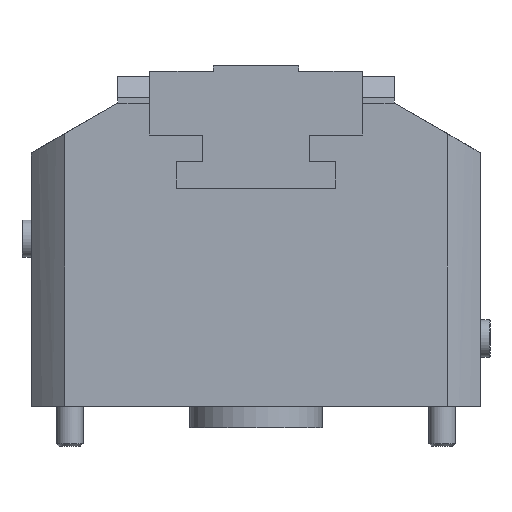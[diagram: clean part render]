
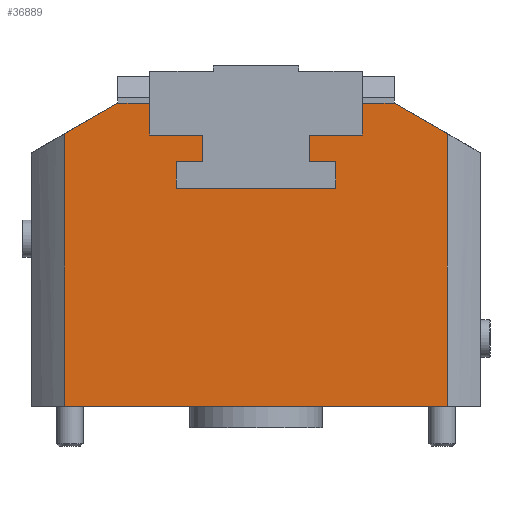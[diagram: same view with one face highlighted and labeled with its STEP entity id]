
A CAD part, front view. The second image highlights one B-rep face of the part: STEP entity #36889.
In plain terms, the highlighted planar face has unit normal (0, -1, 0).
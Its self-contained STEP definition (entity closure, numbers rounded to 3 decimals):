
#26950=CARTESIAN_POINT('',(71.977,-84.5,-63.0));
#26951=VERTEX_POINT('',#26950);
#26961=CARTESIAN_POINT('',(-71.977,-84.5,-63.0));
#26962=VERTEX_POINT('',#26961);
#26963=CARTESIAN_POINT('',(-71.977,-84.5,-63.0));
#26964=DIRECTION('',(1.0,0.0,0.0));
#26965=VECTOR('',#26964,143.955);
#26966=LINE('',#26963,#26965);
#26967=EDGE_CURVE('',#26962,#26951,#26966,.T.);
#36695=CARTESIAN_POINT('',(-71.977,-84.5,39.466));
#36696=VERTEX_POINT('',#36695);
#36697=CARTESIAN_POINT('',(-71.977,-84.5,-63.0));
#36698=DIRECTION('',(0.0,0.0,1.0));
#36699=VECTOR('',#36698,102.466);
#36700=LINE('',#36697,#36699);
#36701=EDGE_CURVE('',#26962,#36696,#36700,.T.);
#36722=CARTESIAN_POINT('',(71.977,-84.5,51.));
#36723=DIRECTION('',(0.0,1.0,0.0));
#36724=DIRECTION('',(0.0,0.0,1.0));
#36725=AXIS2_PLACEMENT_3D('',#36722,#36723,#36724);
#36726=PLANE('',#36725);
#36727=CARTESIAN_POINT('',(71.977,-84.5,39.466));
#36728=VERTEX_POINT('',#36727);
#36729=CARTESIAN_POINT('',(71.977,-84.5,39.466));
#36730=DIRECTION('',(0.0,0.0,-1.0));
#36731=VECTOR('',#36730,102.466);
#36732=LINE('',#36729,#36731);
#36733=EDGE_CURVE('',#36728,#26951,#36732,.T.);
#36734=ORIENTED_EDGE('',*,*,#36733,.F.);
#36735=CARTESIAN_POINT('',(52.,-84.5,51.));
#36736=VERTEX_POINT('',#36735);
#36737=CARTESIAN_POINT('',(71.977,-84.5,39.466));
#36738=DIRECTION('',(-0.866,0.0,0.5));
#36739=VECTOR('',#36738,23.068);
#36740=LINE('',#36737,#36739);
#36741=EDGE_CURVE('',#36728,#36736,#36740,.T.);
#36742=ORIENTED_EDGE('',*,*,#36741,.T.);
#36743=CARTESIAN_POINT('',(40.,-84.5,51.));
#36744=VERTEX_POINT('',#36743);
#36745=CARTESIAN_POINT('',(40.,-84.5,51.));
#36746=DIRECTION('',(1.0,0.0,0.0));
#36747=VECTOR('',#36746,12.);
#36748=LINE('',#36745,#36747);
#36749=EDGE_CURVE('',#36744,#36736,#36748,.T.);
#36750=ORIENTED_EDGE('',*,*,#36749,.F.);
#36751=CARTESIAN_POINT('',(40.0,-84.5,39.0));
#36752=VERTEX_POINT('',#36751);
#36753=CARTESIAN_POINT('',(40.,-84.5,51.));
#36754=DIRECTION('',(0.0,0.0,-1.0));
#36755=VECTOR('',#36754,12.0);
#36756=LINE('',#36753,#36755);
#36757=EDGE_CURVE('',#36744,#36752,#36756,.T.);
#36758=ORIENTED_EDGE('',*,*,#36757,.T.);
#36759=CARTESIAN_POINT('',(20.0,-84.5,39.));
#36760=VERTEX_POINT('',#36759);
#36761=CARTESIAN_POINT('',(40.0,-84.5,39.0));
#36762=DIRECTION('',(-1.0,0.0,0.0));
#36763=VECTOR('',#36762,20.0);
#36764=LINE('',#36761,#36763);
#36765=EDGE_CURVE('',#36752,#36760,#36764,.T.);
#36766=ORIENTED_EDGE('',*,*,#36765,.T.);
#36767=CARTESIAN_POINT('',(20.0,-84.5,29.));
#36768=VERTEX_POINT('',#36767);
#36769=CARTESIAN_POINT('',(20.0,-84.5,39.));
#36770=DIRECTION('',(0.0,0.0,-1.0));
#36771=VECTOR('',#36770,10.);
#36772=LINE('',#36769,#36771);
#36773=EDGE_CURVE('',#36760,#36768,#36772,.T.);
#36774=ORIENTED_EDGE('',*,*,#36773,.T.);
#36775=CARTESIAN_POINT('',(29.95,-84.5,29.));
#36776=VERTEX_POINT('',#36775);
#36777=CARTESIAN_POINT('',(20.0,-84.5,29.));
#36778=DIRECTION('',(1.0,0.0,0.0));
#36779=VECTOR('',#36778,9.95);
#36780=LINE('',#36777,#36779);
#36781=EDGE_CURVE('',#36768,#36776,#36780,.T.);
#36782=ORIENTED_EDGE('',*,*,#36781,.T.);
#36783=CARTESIAN_POINT('',(30.0,-84.5,29.));
#36784=VERTEX_POINT('',#36783);
#36785=CARTESIAN_POINT('',(29.95,-84.5,29.));
#36786=DIRECTION('',(1.0,0.0,0.0));
#36787=VECTOR('',#36786,0.05);
#36788=LINE('',#36785,#36787);
#36789=EDGE_CURVE('',#36776,#36784,#36788,.T.);
#36790=ORIENTED_EDGE('',*,*,#36789,.T.);
#36791=CARTESIAN_POINT('',(30.0,-84.5,19.));
#36792=VERTEX_POINT('',#36791);
#36793=CARTESIAN_POINT('',(30.0,-84.5,29.));
#36794=DIRECTION('',(0.0,0.0,-1.0));
#36795=VECTOR('',#36794,10.0);
#36796=LINE('',#36793,#36795);
#36797=EDGE_CURVE('',#36784,#36792,#36796,.T.);
#36798=ORIENTED_EDGE('',*,*,#36797,.T.);
#36799=CARTESIAN_POINT('',(29.95,-84.5,19.));
#36800=VERTEX_POINT('',#36799);
#36801=CARTESIAN_POINT('',(30.0,-84.5,19.));
#36802=DIRECTION('',(-1.0,0.0,0.0));
#36803=VECTOR('',#36802,0.05);
#36804=LINE('',#36801,#36803);
#36805=EDGE_CURVE('',#36792,#36800,#36804,.T.);
#36806=ORIENTED_EDGE('',*,*,#36805,.T.);
#36807=CARTESIAN_POINT('',(-29.95,-84.5,19.));
#36808=VERTEX_POINT('',#36807);
#36809=CARTESIAN_POINT('',(29.95,-84.5,19.));
#36810=DIRECTION('',(-1.0,0.0,0.0));
#36811=VECTOR('',#36810,59.9);
#36812=LINE('',#36809,#36811);
#36813=EDGE_CURVE('',#36800,#36808,#36812,.T.);
#36814=ORIENTED_EDGE('',*,*,#36813,.T.);
#36815=CARTESIAN_POINT('',(-30.0,-84.5,19.));
#36816=VERTEX_POINT('',#36815);
#36817=CARTESIAN_POINT('',(-29.95,-84.5,19.));
#36818=DIRECTION('',(-1.0,0.0,0.0));
#36819=VECTOR('',#36818,0.05);
#36820=LINE('',#36817,#36819);
#36821=EDGE_CURVE('',#36808,#36816,#36820,.T.);
#36822=ORIENTED_EDGE('',*,*,#36821,.T.);
#36823=CARTESIAN_POINT('',(-30.0,-84.5,29.));
#36824=VERTEX_POINT('',#36823);
#36825=CARTESIAN_POINT('',(-30.0,-84.5,19.));
#36826=DIRECTION('',(0.0,0.0,1.0));
#36827=VECTOR('',#36826,10.0);
#36828=LINE('',#36825,#36827);
#36829=EDGE_CURVE('',#36816,#36824,#36828,.T.);
#36830=ORIENTED_EDGE('',*,*,#36829,.T.);
#36831=CARTESIAN_POINT('',(-29.95,-84.5,29.));
#36832=VERTEX_POINT('',#36831);
#36833=CARTESIAN_POINT('',(-30.,-84.5,29.));
#36834=DIRECTION('',(1.0,0.0,0.0));
#36835=VECTOR('',#36834,0.05);
#36836=LINE('',#36833,#36835);
#36837=EDGE_CURVE('',#36824,#36832,#36836,.T.);
#36838=ORIENTED_EDGE('',*,*,#36837,.T.);
#36839=CARTESIAN_POINT('',(-20.0,-84.5,29.));
#36840=VERTEX_POINT('',#36839);
#36841=CARTESIAN_POINT('',(-29.95,-84.5,29.));
#36842=DIRECTION('',(1.0,0.0,0.0));
#36843=VECTOR('',#36842,9.95);
#36844=LINE('',#36841,#36843);
#36845=EDGE_CURVE('',#36832,#36840,#36844,.T.);
#36846=ORIENTED_EDGE('',*,*,#36845,.T.);
#36847=CARTESIAN_POINT('',(-20.,-84.5,39.));
#36848=VERTEX_POINT('',#36847);
#36849=CARTESIAN_POINT('',(-20.,-84.5,29.));
#36850=DIRECTION('',(0.0,0.0,1.0));
#36851=VECTOR('',#36850,10.);
#36852=LINE('',#36849,#36851);
#36853=EDGE_CURVE('',#36840,#36848,#36852,.T.);
#36854=ORIENTED_EDGE('',*,*,#36853,.T.);
#36855=CARTESIAN_POINT('',(-40.,-84.5,39.));
#36856=VERTEX_POINT('',#36855);
#36857=CARTESIAN_POINT('',(-20.,-84.5,39.));
#36858=DIRECTION('',(-1.0,0.0,0.0));
#36859=VECTOR('',#36858,20.0);
#36860=LINE('',#36857,#36859);
#36861=EDGE_CURVE('',#36848,#36856,#36860,.T.);
#36862=ORIENTED_EDGE('',*,*,#36861,.T.);
#36863=CARTESIAN_POINT('',(-40.,-84.5,51.));
#36864=VERTEX_POINT('',#36863);
#36865=CARTESIAN_POINT('',(-40.,-84.5,39.));
#36866=DIRECTION('',(0.0,0.0,1.0));
#36867=VECTOR('',#36866,12.);
#36868=LINE('',#36865,#36867);
#36869=EDGE_CURVE('',#36856,#36864,#36868,.T.);
#36870=ORIENTED_EDGE('',*,*,#36869,.T.);
#36871=CARTESIAN_POINT('',(-52.,-84.5,51.));
#36872=VERTEX_POINT('',#36871);
#36873=CARTESIAN_POINT('',(-52.,-84.5,51.));
#36874=DIRECTION('',(1.0,0.0,0.0));
#36875=VECTOR('',#36874,12.0);
#36876=LINE('',#36873,#36875);
#36877=EDGE_CURVE('',#36872,#36864,#36876,.T.);
#36878=ORIENTED_EDGE('',*,*,#36877,.F.);
#36879=CARTESIAN_POINT('',(-52.,-84.5,51.));
#36880=DIRECTION('',(-0.866,0.0,-0.5));
#36881=VECTOR('',#36880,23.068);
#36882=LINE('',#36879,#36881);
#36883=EDGE_CURVE('',#36872,#36696,#36882,.T.);
#36884=ORIENTED_EDGE('',*,*,#36883,.T.);
#36885=ORIENTED_EDGE('',*,*,#36701,.F.);
#36886=ORIENTED_EDGE('',*,*,#26967,.T.);
#36887=EDGE_LOOP('',(#36734,#36742,#36750,#36758,#36766,#36774,#36782,#36790,#36798,#36806,#36814,#36822,#36830,#36838,#36846,#36854,#36862,#36870,#36878,#36884,#36885,#36886));
#36888=FACE_OUTER_BOUND('',#36887,.T.);
#36889=ADVANCED_FACE('',(#36888),#36726,.F.);
